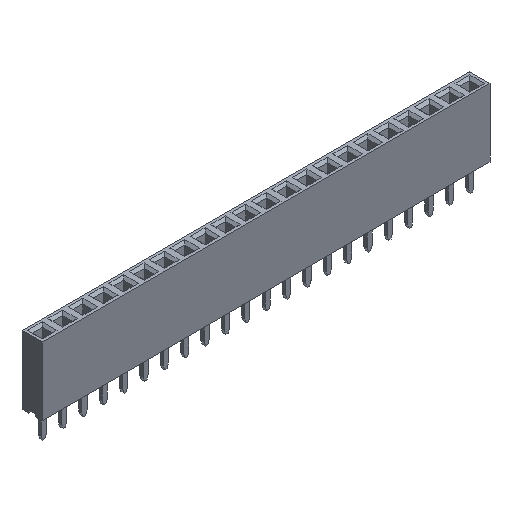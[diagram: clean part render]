
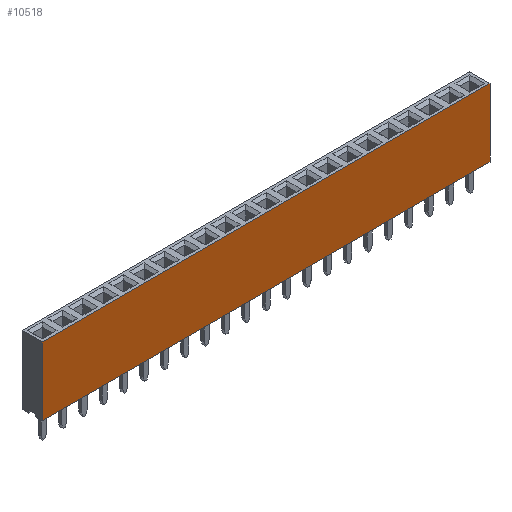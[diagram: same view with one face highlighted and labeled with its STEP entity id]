
A CAD part, isometric view. The second image highlights one B-rep face of the part: STEP entity #10518.
In plain terms, the highlighted planar face has unit normal (0, -1, 0).
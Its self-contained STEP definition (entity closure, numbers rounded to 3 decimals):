
#465 = CARTESIAN_POINT ( 'NONE',  ( -27.94, -1.25, 8.5 ) ) ;
#666 = ORIENTED_EDGE ( 'NONE', *, *, #4041, .T. ) ;
#934 = CARTESIAN_POINT ( 'NONE',  ( -27.94, -1.25, 8.5 ) ) ;
#1411 = EDGE_CURVE ( 'NONE', #17122, #7795, #6816, .T. ) ;
#1780 = VECTOR ( 'NONE', #20824, 1000. ) ;
#4041 = EDGE_CURVE ( 'NONE', #8849, #7795, #29164, .T. ) ;
#4318 = EDGE_CURVE ( 'NONE', #8170, #8849, #22016, .T. ) ;
#4403 = DIRECTION ( 'NONE',  ( 0., 0., 1. ) ) ;
#5040 = CARTESIAN_POINT ( 'NONE',  ( -27.94, -1.25, 8.5 ) ) ;
#6666 = DIRECTION ( 'NONE',  ( 0., 1., 0. ) ) ;
#6816 = LINE ( 'NONE', #29608, #27307 ) ;
#7279 = LINE ( 'NONE', #5040, #1780 ) ;
#7795 = VERTEX_POINT ( 'NONE', #9107 ) ;
#8170 = VERTEX_POINT ( 'NONE', #465 ) ;
#8849 = VERTEX_POINT ( 'NONE', #26725 ) ;
#9107 = CARTESIAN_POINT ( 'NONE',  ( 27.94, -1.25, 0. ) ) ;
#10518 = ADVANCED_FACE ( 'NONE', ( #25195 ), #18379, .F. ) ;
#15718 = ORIENTED_EDGE ( 'NONE', *, *, #27638, .F. ) ;
#15992 = DIRECTION ( 'NONE',  ( 0., 0., -1. ) ) ;
#17035 = DIRECTION ( 'NONE',  ( 0., 0., -1. ) ) ;
#17122 = VERTEX_POINT ( 'NONE', #18201 ) ;
#17685 = CARTESIAN_POINT ( 'NONE',  ( -27.94, -1.25, 0. ) ) ;
#18201 = CARTESIAN_POINT ( 'NONE',  ( 27.94, -1.25, 8.5 ) ) ;
#18284 = AXIS2_PLACEMENT_3D ( 'NONE', #18523, #6666, #4403 ) ;
#18379 = PLANE ( 'NONE',  #18284 ) ;
#18523 = CARTESIAN_POINT ( 'NONE',  ( -27.94, -1.25, 8.5 ) ) ;
#20824 = DIRECTION ( 'NONE',  ( 1., 0., 0. ) ) ;
#22016 = LINE ( 'NONE', #934, #25087 ) ;
#22205 = ORIENTED_EDGE ( 'NONE', *, *, #4318, .T. ) ;
#24864 = ORIENTED_EDGE ( 'NONE', *, *, #1411, .F. ) ;
#25087 = VECTOR ( 'NONE', #17035, 1000. ) ;
#25195 = FACE_OUTER_BOUND ( 'NONE', #26615, .T. ) ;
#26615 = EDGE_LOOP ( 'NONE', ( #666, #24864, #15718, #22205 ) ) ;
#26725 = CARTESIAN_POINT ( 'NONE',  ( -27.94, -1.25, 0. ) ) ;
#26886 = DIRECTION ( 'NONE',  ( 1., 0., 0. ) ) ;
#27307 = VECTOR ( 'NONE', #15992, 1000. ) ;
#27638 = EDGE_CURVE ( 'NONE', #8170, #17122, #7279, .T. ) ;
#28861 = VECTOR ( 'NONE', #26886, 1000. ) ;
#29164 = LINE ( 'NONE', #17685, #28861 ) ;
#29608 = CARTESIAN_POINT ( 'NONE',  ( 27.94, -1.25, 8.5 ) ) ;
